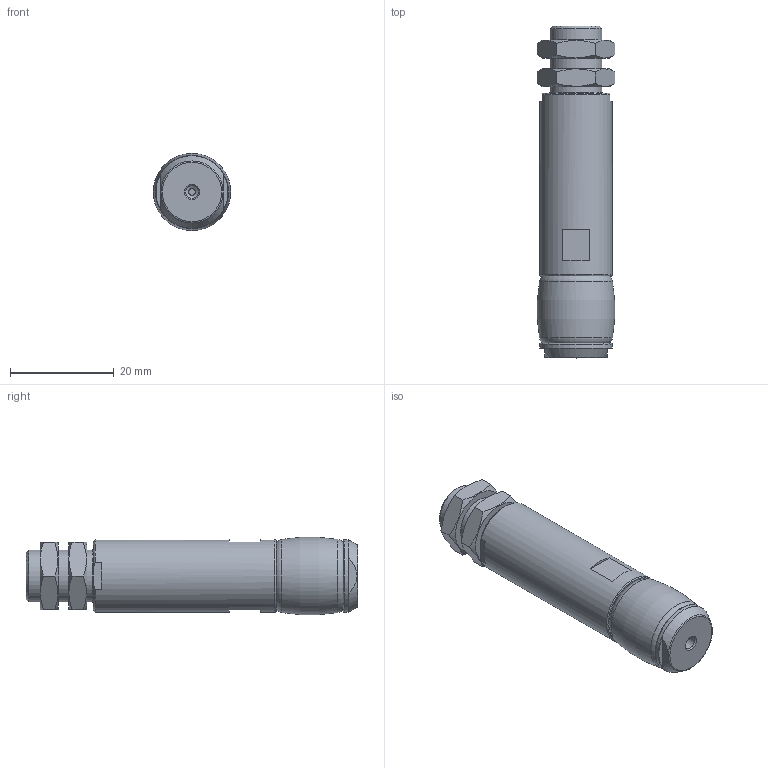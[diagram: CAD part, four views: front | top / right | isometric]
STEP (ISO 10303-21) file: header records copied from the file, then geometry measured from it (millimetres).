
FILE_DESCRIPTION(/* description */ ('STEP AP214'),/* implementation_level */ '2;1');
FILE_NAME(/* name */ '1320812_DHEB-14-E-U-E-L',/* time_stamp */ '2024-08-19T16:19:19+02:00',/* author */ ('License CC BY-ND 4.0'),/* organization */ ('CADENAS'),/* preprocessor_version */ 'ST-DEVELOPER v19.3',/* originating_system */ 'PARTsolutions',/* authorisation */ ' ');
FILE_SCHEMA (('AUTOMOTIVE_DESIGN {1 0 10303 214 3 1 1}'));
Length unit declared in the file: millimetre
Products named in the file (5): 1320812 DHEB-14-E-U-E-L---(AUS); 1363529 DHEB-14-E-U-E-L; 1363531 DHEB-14-E-U-E-L---(AUS); 1448946 DHAS-GB-B14-14-S---(MOD-AUS-U); 396998 YSRW M10X1-3.5-13
Assembly tree (5 placements, depth 2):
  1320812 DHEB-14-E-U-E-L---(AUS)
    1363529 DHEB-14-E-U-E-L
    1363531 DHEB-14-E-U-E-L---(AUS)
    1448946 DHAS-GB-B14-14-S---(MOD-AUS-U)
    396998 YSRW M10X1-3.5-13  x2
Bounding box: 15.01 x 64 x 14.9 mm (x, y, z)
Volume: 8492.7 mm3; surface area: 7032.8 mm2
Topology: 5 solids, 5 shells, 88 faces, 182 edges, 115 vertices
Faces by surface type: plane 45, cylinder 19, cone 17, torus 7
Full cylindrical faces by diameter (mm): 1 x1, 1.3 x1, 2 x1, 2.459 x1, 4 x2, 4.134 x1, 5 x3, 7.5 x2, 8.917 x2, 10 x1, 12 x2, 14 x2
Entity records: 1893 total; most frequent: CARTESIAN_POINT 365, DIRECTION 308, ORIENTED_EDGE 210, AXIS2_PLACEMENT_3D 142, FACE_BOUND 132, EDGE_LOOP 131, EDGE_CURVE 105, VERTEX_POINT 87
